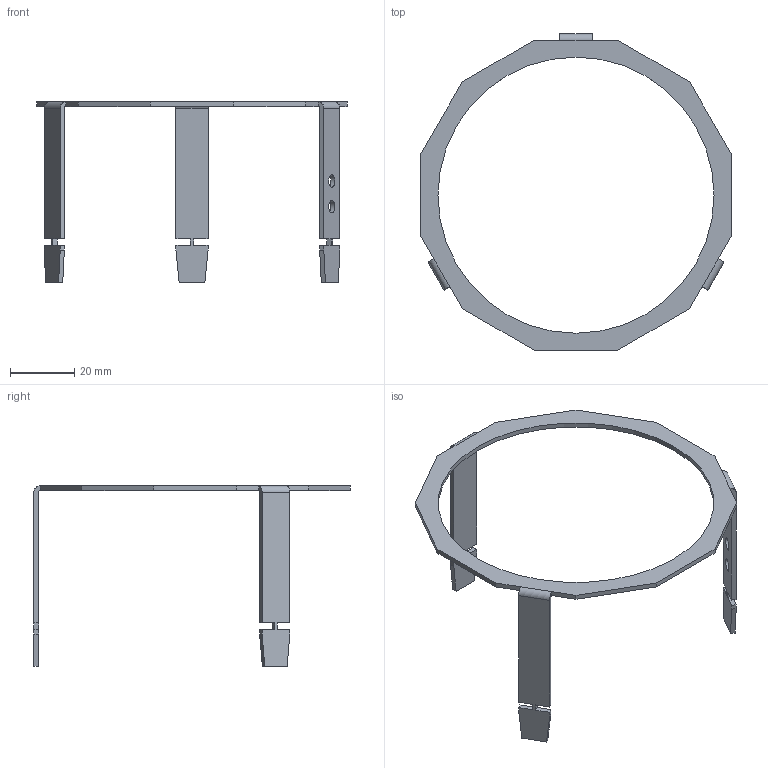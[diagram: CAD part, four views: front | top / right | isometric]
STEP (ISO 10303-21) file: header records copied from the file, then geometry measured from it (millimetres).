
FILE_DESCRIPTION(/* description */ (''),/* implementation_level */ '2;1');
FILE_NAME(/* name */ '101523.1410.000.stp',/* time_stamp */ '2017-01-16T09:14:35+01:00',/* author */ (''),/* organization */ (''),/* preprocessor_version */ 'ST-DEVELOPER v11',/* originating_system */ 'SIEMENS PLM Software NX 7.5',/* authorisation */ '');
FILE_SCHEMA (('CONFIG_CONTROL_DESIGN'));
Length unit declared in the file: millimetre
Products named in the file (2): 101523.1410.000_0
Assembly tree (2 placements, depth 2):
  101523.1410.000_0
    101523.1410.000_0  x2
Bounding box: 96.59 x 98.59 x 56.2 mm (x, y, z)
Volume: 9806.1 mm3; surface area: 16045.7 mm2
Topology: 2 solids, 2 shells, 142 faces, 394 edges, 256 vertices
Faces by surface type: plane 124, cylinder 18
Full cylindrical faces by diameter (mm): 3.86 x4, 86 x2
Entity records: 2440 total; most frequent: CARTESIAN_POINT 392, ORIENTED_EDGE 384, DIRECTION 358, EDGE_CURVE 192, LINE 174, VECTOR 174, VERTEX_POINT 126, AXIS2_PLACEMENT_3D 92
